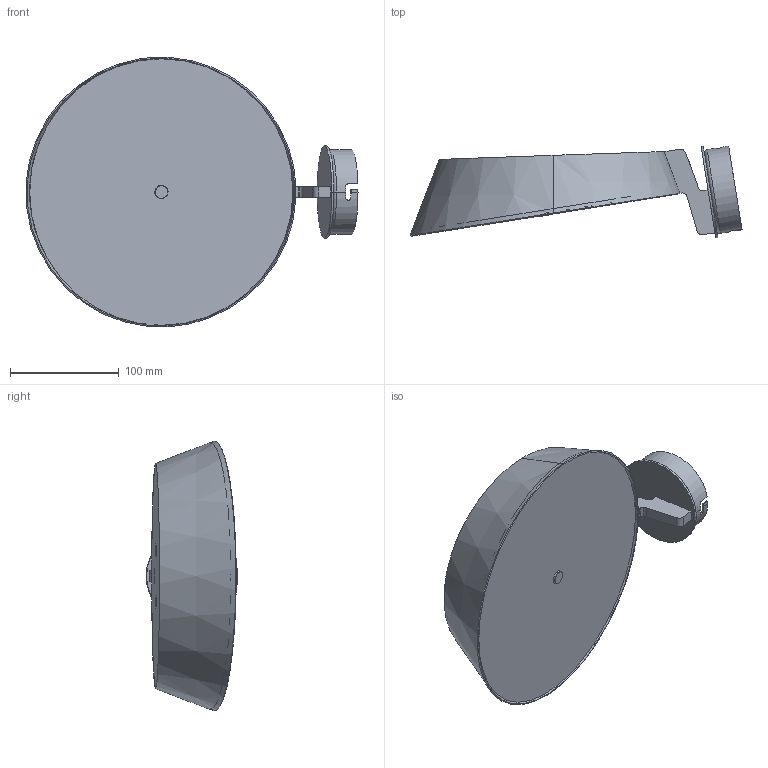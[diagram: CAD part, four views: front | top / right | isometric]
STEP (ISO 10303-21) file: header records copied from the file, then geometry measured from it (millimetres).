
FILE_DESCRIPTION (( 'STEP AP214' ), '1' );
FILE_NAME ('BRIM_PARETE_3D.STEP', '2023-07-04T09:04:33', ( '' ), ( '' ), 'SwSTEP 2.0', 'SolidWorks 2014', '' );
FILE_SCHEMA (( 'AUTOMOTIVE_DESIGN' ));
Length unit declared in the file: millimetre
Products named in the file (41): PAR_010; dado M4; PAR_007; PAR_009; BRIM_PARETE_3D; PAR_014; vite tc m3x16 croce; dado M3; PAR_011; 060PXL_005; 016FM_010; bloccacavo_STEAB_5922; vite_tsp_croce_m4x10; PAR_008; ASSIEME BLOCCACAVO BISCOTTO; vite tcei m4x12; PAR_002_F_141122; PAR_006
Assembly tree (24 placements, depth 3):
  PAR_010
  dado M4
  PAR_007
  PAR_009
  BRIM_PARETE_3D
    PAR_010
    PAR_006
    PAR_007
    PAR_008
    vite_tsp_croce_m4x10
    vite tcei m4x12
    PAR_002_F_141122
    016FM_010
    PAR_009
    060PXL_005  x3
    dado M4  x3
    ASSIEME BLOCCACAVO BISCOTTO
      bloccacavo_STEAB_5922  x2
      dado M3  x2
      vite tc m3x16 croce  x2
    PAR_014
    PAR_011
Bounding box: 305.22 x 84.42 x 247.71 mm (x, y, z)
Volume: 275429.2 mm3; surface area: 295633.9 mm2
Topology: 23 solids, 23 shells, 666 faces, 1587 edges, 1027 vertices
Faces by surface type: plane 425, cylinder 167, torus 42, cone 26, bspline 6
Entity records: 19039 total; most frequent: CARTESIAN_POINT 4763, DIRECTION 2720, ORIENTED_EDGE 2644, EDGE_CURVE 1322, AXIS2_PLACEMENT_3D 907, VECTOR 906, LINE 906, VERTEX_POINT 858
